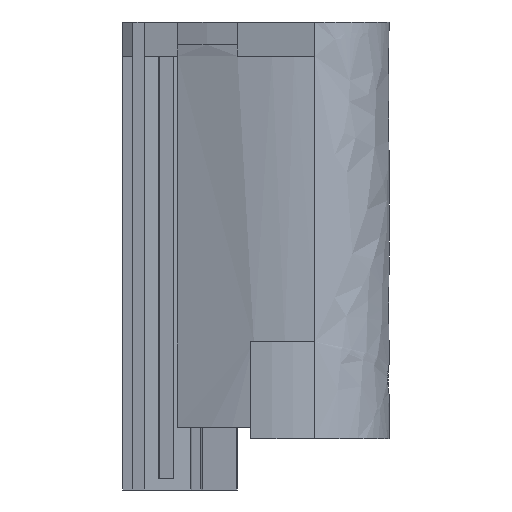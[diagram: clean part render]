
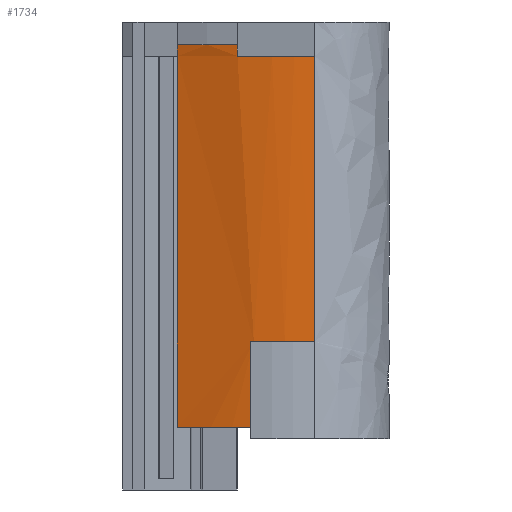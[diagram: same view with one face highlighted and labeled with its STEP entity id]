
A CAD part, left-side view. The second image highlights one B-rep face of the part: STEP entity #1734.
In plain terms, the highlighted free-form (B-spline) face has degree [2, 1] with [3, 2] control points.
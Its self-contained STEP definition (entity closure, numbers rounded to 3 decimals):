
#178 = LINE ( 'NONE', #2239, #4051 ) ;
#181 = CARTESIAN_POINT ( 'NONE',  ( -134.944, 40.673, -112.928 ) ) ;
#217 = EDGE_CURVE ( 'NONE', #2506, #1544, #178, .T. ) ;
#245 = EDGE_CURVE ( 'NONE', #2791, #3755, #1554, .T. ) ;
#292 = EDGE_CURVE ( 'NONE', #497, #2791, #1343, .T. ) ;
#306 = CARTESIAN_POINT ( 'NONE',  ( -141.52, 23.121, -4.595 ) ) ;
#395 = CARTESIAN_POINT ( 'NONE',  ( -134.944, 40.673, -1.262 ) ) ;
#417 = ORIENTED_EDGE ( 'NONE', *, *, #4463, .T. ) ;
#497 = VERTEX_POINT ( 'NONE', #3614 ) ;
#505 = CARTESIAN_POINT ( 'NONE',  ( -140.275, 29.82, -112.928 ) ) ;
#547 = VECTOR ( 'NONE', #2997, 1000. ) ;
#698 = ORIENTED_EDGE ( 'NONE', *, *, #3567, .F. ) ;
#757 = CARTESIAN_POINT ( 'NONE',  ( -144.506, 0.069, -87.928 ) ) ;
#865 = DIRECTION ( 'NONE',  ( 0., 0., 1. ) ) ;
#887 = ORIENTED_EDGE ( 'NONE', *, *, #3825, .F. ) ;
#994 = CARTESIAN_POINT ( 'NONE',  ( -144.506, 0.069, -87.928 ) ) ;
#1030 = CARTESIAN_POINT ( 'NONE',  ( -139.163, 32.084, -1.262 ) ) ;
#1116 = VECTOR ( 'NONE', #4222, 1000. ) ;
#1155 = VERTEX_POINT ( 'NONE', #3000 ) ;
#1254 = EDGE_CURVE ( 'NONE', #1155, #2799, #2516, .T. ) ;
#1282 = ORIENTED_EDGE ( 'NONE', *, *, #1858, .T. ) ;
#1343 = B_SPLINE_CURVE_WITH_KNOTS ( 'NONE', 2,
 ( #2367, #3064, #994 ),
 .UNSPECIFIED., .F., .F.,
 ( 3, 3 ),
 ( 0.561, 1. ),
 .UNSPECIFIED. ) ;
#1363 = CARTESIAN_POINT ( 'NONE',  ( -141.52, 23.121, -4.595 ) ) ;
#1481 = EDGE_CURVE ( 'NONE', #1544, #3755, #2716, .T. ) ;
#1525 = DIRECTION ( 'NONE',  ( 0., 0., 1. ) ) ;
#1540 = EDGE_LOOP ( 'NONE', ( #698, #4218, #1282, #4017, #2660, #1808, #3980, #887, #417 ) ) ;
#1544 = VERTEX_POINT ( 'NONE', #1363 ) ;
#1554 = LINE ( 'NONE', #3707, #547 ) ;
#1590 = CARTESIAN_POINT ( 'NONE',  ( -141.52, 23.121, -1.262 ) ) ;
#1734 = ADVANCED_FACE ( 'NONE', ( #2313 ), #3524, .F. ) ;
#1808 = ORIENTED_EDGE ( 'NONE', *, *, #1481, .F. ) ;
#1858 = EDGE_CURVE ( 'NONE', #2799, #497, #2890, .T. ) ;
#1910 = LINE ( 'NONE', #2925, #3769 ) ;
#1939 = DIRECTION ( 'NONE',  ( 0., 0., -1. ) ) ;
#2014 = CARTESIAN_POINT ( 'NONE',  ( -144.449, 21.323, -112.928 ) ) ;
#2122 = VECTOR ( 'NONE', #865, 1000. ) ;
#2228 = CARTESIAN_POINT ( 'NONE',  ( -134.944, 40.673, -4.595 ) ) ;
#2239 = CARTESIAN_POINT ( 'NONE',  ( -141.52, 23.121, 3.738 ) ) ;
#2313 = FACE_OUTER_BOUND ( 'NONE', #1540, .T. ) ;
#2350 = CARTESIAN_POINT ( 'NONE',  ( -134.944, 40.673, -1.262 ) ) ;
#2367 = CARTESIAN_POINT ( 'NONE',  ( -142.634, 18.368, -87.928 ) ) ;
#2457 = CARTESIAN_POINT ( 'NONE',  ( -144.474, 11.889, -4.595 ) ) ;
#2506 = VERTEX_POINT ( 'NONE', #1590 ) ;
#2516 = B_SPLINE_CURVE_WITH_KNOTS ( 'NONE', 2,
 ( #181, #505, #3300 ),
 .UNSPECIFIED., .F., .F.,
 ( 3, 3 ),
 ( 0., 0.561 ),
 .UNSPECIFIED. ) ;
#2660 = ORIENTED_EDGE ( 'NONE', *, *, #245, .T. ) ;
#2716 = B_SPLINE_CURVE_WITH_KNOTS ( 'NONE', 2,
 ( #306, #2457, #4485 ),
 .UNSPECIFIED., .F., .F.,
 ( 3, 3 ),
 ( 0.444, 1. ),
 .UNSPECIFIED. ) ;
#2791 = VERTEX_POINT ( 'NONE', #757 ) ;
#2799 = VERTEX_POINT ( 'NONE', #2938 ) ;
#2829 = LINE ( 'NONE', #4124, #1116 ) ;
#2890 = LINE ( 'NONE', #3299, #2122 ) ;
#2925 = CARTESIAN_POINT ( 'NONE',  ( -134.944, 40.673, -87.928 ) ) ;
#2938 = CARTESIAN_POINT ( 'NONE',  ( -142.634, 18.368, -112.928 ) ) ;
#2997 = DIRECTION ( 'NONE',  ( 0., 0., 1. ) ) ;
#3000 = CARTESIAN_POINT ( 'NONE',  ( -134.944, 40.673, -112.928 ) ) ;
#3064 = CARTESIAN_POINT ( 'NONE',  ( -144.481, 9.402, -87.928 ) ) ;
#3120 = CARTESIAN_POINT ( 'NONE',  ( -134.944, 40.673, -112.928 ) ) ;
#3299 = CARTESIAN_POINT ( 'NONE',  ( -142.634, 18.368, -112.928 ) ) ;
#3300 = CARTESIAN_POINT ( 'NONE',  ( -142.634, 18.368, -112.928 ) ) ;
#3332 = CARTESIAN_POINT ( 'NONE',  ( -144.506, 0.069, -4.595 ) ) ;
#3412 = CARTESIAN_POINT ( 'NONE',  ( -144.506, 0.069, -112.928 ) ) ;
#3509 = VERTEX_POINT ( 'NONE', #2228 ) ;
#3524 = B_SPLINE_SURFACE_WITH_KNOTS ( 'NONE', 2, 1, ( 
 ( #3412, #3779 ),
 ( #2014, #3756 ),
 ( #3120, #2350 ) ),
 .UNSPECIFIED., .F., .F., .F.,
 ( 3, 3 ),
 ( 2, 2 ),
 ( 0., 1. ),
 ( 0., 1. ),
 .UNSPECIFIED. ) ;
#3567 = EDGE_CURVE ( 'NONE', #1155, #3509, #1910, .T. ) ;
#3575 = B_SPLINE_CURVE_WITH_KNOTS ( 'NONE', 2,
 ( #395, #1030, #4195 ),
 .UNSPECIFIED., .F., .F.,
 ( 3, 3 ),
 ( 0., 0.444 ),
 .UNSPECIFIED. ) ;
#3614 = CARTESIAN_POINT ( 'NONE',  ( -142.634, 18.368, -87.928 ) ) ;
#3707 = CARTESIAN_POINT ( 'NONE',  ( -144.506, 0.069, -87.928 ) ) ;
#3755 = VERTEX_POINT ( 'NONE', #3332 ) ;
#3756 = CARTESIAN_POINT ( 'NONE',  ( -144.449, 21.323, -1.262 ) ) ;
#3769 = VECTOR ( 'NONE', #1525, 1000. ) ;
#3779 = CARTESIAN_POINT ( 'NONE',  ( -144.506, 0.069, -1.262 ) ) ;
#3825 = EDGE_CURVE ( 'NONE', #4369, #2506, #3575, .T. ) ;
#3980 = ORIENTED_EDGE ( 'NONE', *, *, #217, .F. ) ;
#4017 = ORIENTED_EDGE ( 'NONE', *, *, #292, .T. ) ;
#4051 = VECTOR ( 'NONE', #1939, 1000. ) ;
#4124 = CARTESIAN_POINT ( 'NONE',  ( -134.944, 40.673, 3.738 ) ) ;
#4195 = CARTESIAN_POINT ( 'NONE',  ( -141.52, 23.121, -1.262 ) ) ;
#4218 = ORIENTED_EDGE ( 'NONE', *, *, #1254, .T. ) ;
#4222 = DIRECTION ( 'NONE',  ( 0., 0., -1. ) ) ;
#4369 = VERTEX_POINT ( 'NONE', #4379 ) ;
#4379 = CARTESIAN_POINT ( 'NONE',  ( -134.944, 40.673, -1.262 ) ) ;
#4463 = EDGE_CURVE ( 'NONE', #4369, #3509, #2829, .T. ) ;
#4485 = CARTESIAN_POINT ( 'NONE',  ( -144.506, 0.069, -4.595 ) ) ;
